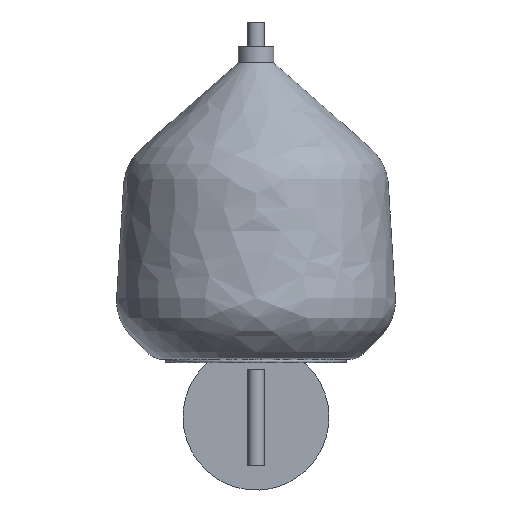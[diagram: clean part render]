
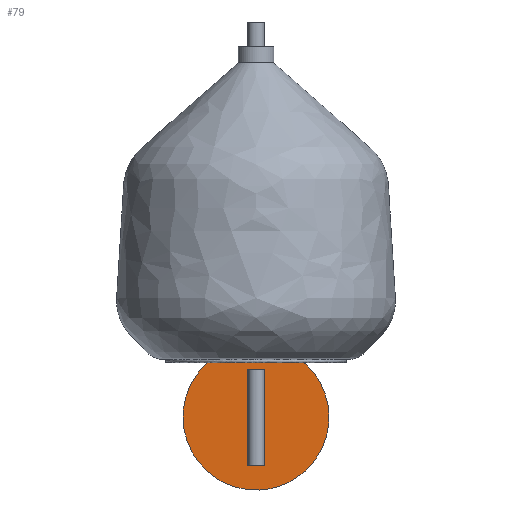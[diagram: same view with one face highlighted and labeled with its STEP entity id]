
A CAD part, front view. The second image highlights one B-rep face of the part: STEP entity #79.
In plain terms, the highlighted planar face has unit normal (0, -1, 0).
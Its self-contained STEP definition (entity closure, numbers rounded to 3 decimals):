
#79=ADVANCED_FACE('',(#122),#569,.T.);
#122=FACE_OUTER_BOUND('',#165,.T.);
#165=EDGE_LOOP('',(#219,#220));
#219=ORIENTED_EDGE('',*,*,#371,.T.);
#220=ORIENTED_EDGE('',*,*,#374,.T.);
#371=EDGE_CURVE('',#520,#522,#459,.T.);
#374=EDGE_CURVE('',#522,#520,#462,.T.);
#459=(
BOUNDED_CURVE()
B_SPLINE_CURVE(2,(#773,#774,#775,#776,#777),.UNSPECIFIED.,.F.,.F.)
B_SPLINE_CURVE_WITH_KNOTS((3,2,3),(0.,70.686,141.372),
 .UNSPECIFIED.)
CURVE()
GEOMETRIC_REPRESENTATION_ITEM()
RATIONAL_B_SPLINE_CURVE((1.,0.707,1.,0.707,1.))
REPRESENTATION_ITEM('')
);
#462=(
BOUNDED_CURVE()
B_SPLINE_CURVE(2,(#785,#786,#787,#788,#789),.UNSPECIFIED.,.F.,.F.)
B_SPLINE_CURVE_WITH_KNOTS((3,2,3),(141.372,212.058,282.743),
 .UNSPECIFIED.)
CURVE()
GEOMETRIC_REPRESENTATION_ITEM()
RATIONAL_B_SPLINE_CURVE((1.,0.707,1.,0.707,1.))
REPRESENTATION_ITEM('')
);
#520=VERTEX_POINT('',#763);
#522=VERTEX_POINT('',#765);
#569=PLANE('',#681);
#681=AXIS2_PLACEMENT_3D('',#760,#706,$);
#706=DIRECTION('',(0.,-1.,0.));
#760=CARTESIAN_POINT('',(-1436.88,105.,73.196));
#763=CARTESIAN_POINT('',(-1335.63,105.,129.446));
#765=CARTESIAN_POINT('',(-1425.63,105.,129.446));
#773=CARTESIAN_POINT('',(-1335.63,105.,129.446));
#774=CARTESIAN_POINT('',(-1335.63,105.,174.446));
#775=CARTESIAN_POINT('',(-1380.63,105.,174.446));
#776=CARTESIAN_POINT('',(-1425.63,105.,174.446));
#777=CARTESIAN_POINT('',(-1425.63,105.,129.446));
#785=CARTESIAN_POINT('',(-1425.63,105.,129.446));
#786=CARTESIAN_POINT('',(-1425.63,105.,84.446));
#787=CARTESIAN_POINT('',(-1380.63,105.,84.446));
#788=CARTESIAN_POINT('',(-1335.63,105.,84.446));
#789=CARTESIAN_POINT('',(-1335.63,105.,129.446));
